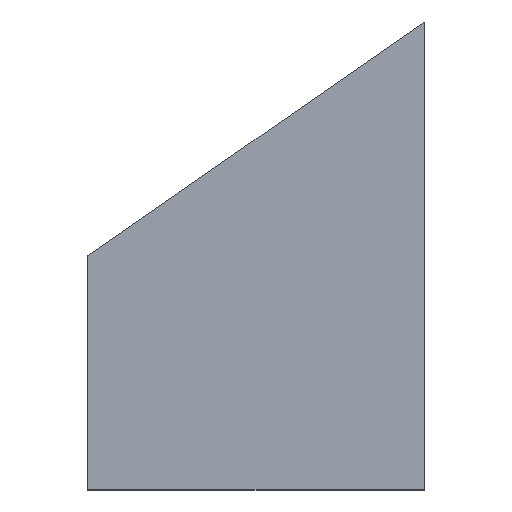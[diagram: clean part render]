
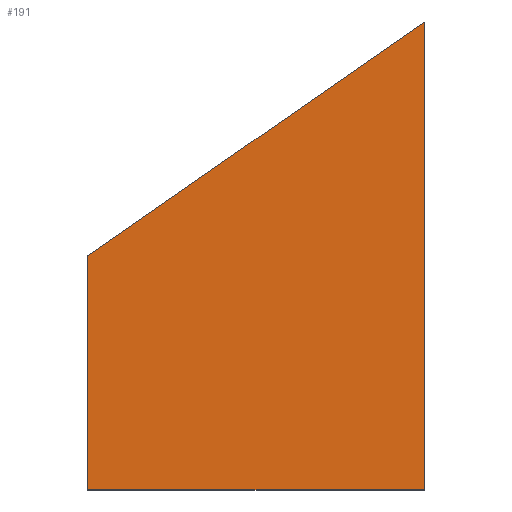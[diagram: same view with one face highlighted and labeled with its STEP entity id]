
A CAD part, top view. The second image highlights one B-rep face of the part: STEP entity #191.
In plain terms, the highlighted planar face has unit normal (0, 0, 1).
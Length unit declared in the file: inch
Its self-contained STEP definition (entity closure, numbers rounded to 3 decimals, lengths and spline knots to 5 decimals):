
#2 = VECTOR ( 'NONE', #37, 39.37008 ) ;
#6 = ORIENTED_EDGE ( 'NONE', *, *, #128, .T. ) ;
#10 = CARTESIAN_POINT ( 'NONE',  ( -7.25, 3.65, 0.125 ) ) ;
#13 = VERTEX_POINT ( 'NONE', #149 ) ;
#15 = FACE_OUTER_BOUND ( 'NONE', #104, .T. ) ;
#19 = LINE ( 'NONE', #83, #158 ) ;
#20 = EDGE_CURVE ( 'NONE', #111, #13, #19, .T. ) ;
#21 = DIRECTION ( 'NONE',  ( 1., 0., 0. ) ) ;
#26 = ORIENTED_EDGE ( 'NONE', *, *, #20, .T. ) ;
#35 = DIRECTION ( 'NONE',  ( -0.821, -0.571, 0. ) ) ;
#37 = DIRECTION ( 'NONE',  ( 0., -1., 0. ) ) ;
#41 = AXIS2_PLACEMENT_3D ( 'NONE', #114, #97, #193 ) ;
#45 = PLANE ( 'NONE',  #41 ) ;
#47 = EDGE_CURVE ( 'NONE', #66, #95, #174, .T. ) ;
#55 = CARTESIAN_POINT ( 'NONE',  ( -7.25, 3.65, 0.125 ) ) ;
#63 = DIRECTION ( 'NONE',  ( 0., 1., 0. ) ) ;
#66 = VERTEX_POINT ( 'NONE', #55 ) ;
#75 = ORIENTED_EDGE ( 'NONE', *, *, #47, .T. ) ;
#83 = CARTESIAN_POINT ( 'NONE',  ( -1.5, 7.65, 0.125 ) ) ;
#95 = VERTEX_POINT ( 'NONE', #153 ) ;
#97 = DIRECTION ( 'NONE',  ( 0., 0., 1. ) ) ;
#104 = EDGE_LOOP ( 'NONE', ( #26, #164, #75, #6 ) ) ;
#105 = LINE ( 'NONE', #159, #187 ) ;
#111 = VERTEX_POINT ( 'NONE', #172 ) ;
#114 = CARTESIAN_POINT ( 'NONE',  ( 0., 0., 0.125 ) ) ;
#120 = EDGE_CURVE ( 'NONE', #13, #66, #122, .T. ) ;
#122 = LINE ( 'NONE', #10, #178 ) ;
#124 = CARTESIAN_POINT ( 'NONE',  ( -7.25, -0.35, 0.125 ) ) ;
#128 = EDGE_CURVE ( 'NONE', #95, #111, #105, .T. ) ;
#149 = CARTESIAN_POINT ( 'NONE',  ( -1.5, 7.65, 0.125 ) ) ;
#153 = CARTESIAN_POINT ( 'NONE',  ( -7.25, -0.35, 0.125 ) ) ;
#158 = VECTOR ( 'NONE', #63, 39.37008 ) ;
#159 = CARTESIAN_POINT ( 'NONE',  ( -7.25, -0.35, 0.125 ) ) ;
#164 = ORIENTED_EDGE ( 'NONE', *, *, #120, .T. ) ;
#172 = CARTESIAN_POINT ( 'NONE',  ( -1.5, -0.35, 0.125 ) ) ;
#174 = LINE ( 'NONE', #124, #2 ) ;
#178 = VECTOR ( 'NONE', #35, 39.37008 ) ;
#187 = VECTOR ( 'NONE', #21, 39.37008 ) ;
#191 = ADVANCED_FACE ( 'NONE', ( #15 ), #45, .T. ) ;
#193 = DIRECTION ( 'NONE',  ( 1., 0., 0. ) ) ;
